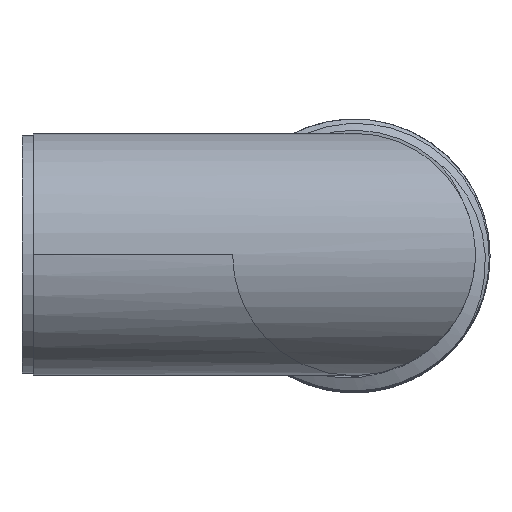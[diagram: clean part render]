
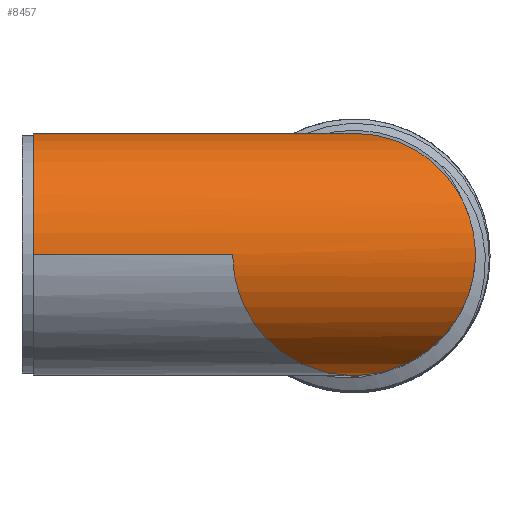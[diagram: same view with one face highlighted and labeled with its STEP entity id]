
A CAD part, top view. The second image highlights one B-rep face of the part: STEP entity #8457.
In plain terms, the highlighted cylindrical face has radius 5.35 mm (diameter 10.7 mm), a partial arc.
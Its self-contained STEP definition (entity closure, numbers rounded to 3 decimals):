
#3960=CARTESIAN_POINT('',(0.,5.35,33.65));
#3961=CARTESIAN_POINT('',(-0.344,5.35,33.302));
#3962=CARTESIAN_POINT('',(-1.024,5.283,32.628));
#3963=CARTESIAN_POINT('',(-1.983,5.001,31.666));
#3964=CARTESIAN_POINT('',(-2.847,4.562,30.803));
#3965=CARTESIAN_POINT('',(-3.572,4.015,30.078));
#3966=CARTESIAN_POINT('',(-4.16,3.397,29.49));
#3967=CARTESIAN_POINT('',(-4.615,2.744,29.035));
#3968=CARTESIAN_POINT('',(-4.954,2.065,28.696));
#3969=CARTESIAN_POINT('',(-5.184,1.385,28.466));
#3970=CARTESIAN_POINT('',(-5.321,0.691,
28.33));
#3971=CARTESIAN_POINT('',(-5.35,0.229,28.3));
#3972=CARTESIAN_POINT('',(-5.35,0.,28.3));
#3992=DIRECTION('',(-1.,0.,0.));
#3993=VECTOR('',#3992,8.8);
#3994=CARTESIAN_POINT('',(-5.35,0.,39.));
#3995=LINE('',#3994,#3993);
#3996=CARTESIAN_POINT('',(0.,-5.35,33.65));
#3997=CARTESIAN_POINT('',(0.387,-5.35,34.042));
#3998=CARTESIAN_POINT('',(1.148,-5.266,34.796));
#3999=CARTESIAN_POINT('',(2.216,-4.911,35.866));
#4000=CARTESIAN_POINT('',(3.136,-4.375,36.785));
#4001=CARTESIAN_POINT('',(3.883,-3.721,37.533));
#4002=CARTESIAN_POINT('',(4.457,-3.003,38.107));
#4003=CARTESIAN_POINT('',(4.874,-2.256,38.524));
#4004=CARTESIAN_POINT('',(5.155,-1.502,38.805));
#4005=CARTESIAN_POINT('',(5.315,-0.749,
38.965));
#4006=CARTESIAN_POINT('',(5.367,0.,39.017));
#4007=CARTESIAN_POINT('',(5.315,0.75,38.965));
#4008=CARTESIAN_POINT('',(5.155,1.502,38.805));
#4009=CARTESIAN_POINT('',(4.875,2.256,38.525));
#4010=CARTESIAN_POINT('',(4.457,3.002,38.107));
#4011=CARTESIAN_POINT('',(3.883,3.721,37.533));
#4012=CARTESIAN_POINT('',(3.136,4.375,36.786));
#4013=CARTESIAN_POINT('',(2.216,4.911,35.866));
#4014=CARTESIAN_POINT('',(1.148,5.266,34.796));
#4015=CARTESIAN_POINT('',(0.387,5.35,34.042));
#4016=CARTESIAN_POINT('',(0.,5.35,33.65));
#4022=CARTESIAN_POINT('',(0.,-5.35,33.65));
#4023=CARTESIAN_POINT('',(-0.179,-5.35,33.828));
#4024=CARTESIAN_POINT('',(-0.536,-5.332,
34.187));
#4025=CARTESIAN_POINT('',(-1.08,-5.25,
34.73));
#4026=CARTESIAN_POINT('',(-1.617,-5.11,
35.267));
#4027=CARTESIAN_POINT('',(-2.132,-4.917,
35.782));
#4028=CARTESIAN_POINT('',(-2.629,-4.671,
36.279));
#4029=CARTESIAN_POINT('',(-3.13,-4.355,
36.78));
#4030=CARTESIAN_POINT('',(-3.667,-3.92,
37.317));
#4031=CARTESIAN_POINT('',(-4.177,-3.368,
37.827));
#4032=CARTESIAN_POINT('',(-4.556,-2.83,
38.206));
#4033=CARTESIAN_POINT('',(-4.887,-2.215,
38.537));
#4034=CARTESIAN_POINT('',(-5.147,-1.527,
38.797));
#4035=CARTESIAN_POINT('',(-5.316,-0.751,
38.966));
#4036=CARTESIAN_POINT('',(-5.351,-0.249,39.));
#4037=CARTESIAN_POINT('',(-5.35,0.,39.));
#4039=DIRECTION('',(-1.,0.,0.));
#4040=VECTOR('',#4039,8.8);
#4041=CARTESIAN_POINT('',(-5.35,0.,28.3));
#4042=LINE('',#4041,#4040);
#4043=CARTESIAN_POINT('',(-14.15,0.,33.65));
#4044=DIRECTION('',(-1.,0.,0.));
#4045=DIRECTION('',(0.,0.,1.));
#4046=AXIS2_PLACEMENT_3D('',#4043,#4044,#4045);
#5756=CARTESIAN_POINT('',(-14.15,0.,39.));
#5757=CARTESIAN_POINT('',(-14.15,0.,28.3));
#5758=VERTEX_POINT('',#5756);
#5759=VERTEX_POINT('',#5757);
#5760=CARTESIAN_POINT('',(-5.35,0.,28.3));
#5761=VERTEX_POINT('',#5760);
#5762=VERTEX_POINT('',#4022);
#5763=VERTEX_POINT('',#4037);
#5764=VERTEX_POINT('',#4016);
#8439=CARTESIAN_POINT('',(5.35,0.,33.65));
#8440=DIRECTION('',(-1.,0.,0.));
#8441=DIRECTION('',(0.,0.,1.));
#8442=AXIS2_PLACEMENT_3D('',#8439,#8440,#8441);
#8443=CYLINDRICAL_SURFACE('',#8442,5.35);
#8444=ORIENTED_EDGE('',*,*,#8427,.F.);
#8446=ORIENTED_EDGE('',*,*,#8445,.F.);
#8448=ORIENTED_EDGE('',*,*,#8447,.T.);
#8450=ORIENTED_EDGE('',*,*,#8449,.T.);
#8452=ORIENTED_EDGE('',*,*,#8451,.T.);
#8454=ORIENTED_EDGE('',*,*,#8453,.F.);
#8455=EDGE_LOOP('',(#8444,#8446,#8448,#8450,#8452,#8454));
#8456=FACE_OUTER_BOUND('',#8455,.F.);
#3973=B_SPLINE_CURVE_WITH_KNOTS('',3,(#3960,#3961,#3962,#3963,#3964,#3965,#3966,
#3967,#3968,#3969,#3970,#3971,#3972),.UNSPECIFIED.,.F.,.F.,(4,1,1,1,1,1,1,1,1,1,
4),(0.,0.1,0.2,0.3,0.4,0.5,0.6,0.7,0.8,0.9,1.),
.UNSPECIFIED.);
#4017=B_SPLINE_CURVE_WITH_KNOTS('',3,(#3996,#3997,#3998,#3999,#4000,#4001,#4002,
#4003,#4004,#4005,#4006,#4007,#4008,#4009,#4010,#4011,#4012,#4013,#4014,#4015,
#4016),.UNSPECIFIED.,.F.,.F.,(4,1,1,1,1,1,1,1,1,1,1,1,1,1,1,1,1,1,4),(0.,
0.056,0.111,0.167,0.222,
0.278,0.333,0.389,0.444,0.5,
0.556,0.611,0.667,0.722,
0.778,0.833,0.889,0.944,1.),
.UNSPECIFIED.);
#4038=B_SPLINE_CURVE_WITH_KNOTS('',3,(#4022,#4023,#4024,#4025,#4026,#4027,#4028,
#4029,#4030,#4031,#4032,#4033,#4034,#4035,#4036,#4037),.UNSPECIFIED.,.F.,.F.,(4,
1,1,1,1,1,1,1,1,1,1,1,1,4),(0.,0.077,0.154,
0.231,0.308,0.385,0.462,
0.538,0.615,0.692,0.769,
0.846,0.923,1.),.UNSPECIFIED.);
#4047=CIRCLE('',#4046,5.35);
#8427=EDGE_CURVE('',#5764,#5761,#3973,.T.);
#8445=EDGE_CURVE('',#5762,#5764,#4017,.T.);
#8447=EDGE_CURVE('',#5762,#5763,#4038,.T.);
#8449=EDGE_CURVE('',#5763,#5758,#3995,.T.);
#8451=EDGE_CURVE('',#5758,#5759,#4047,.T.);
#8453=EDGE_CURVE('',#5761,#5759,#4042,.T.);
#8457=ADVANCED_FACE('',(#8456),#8443,.T.);
